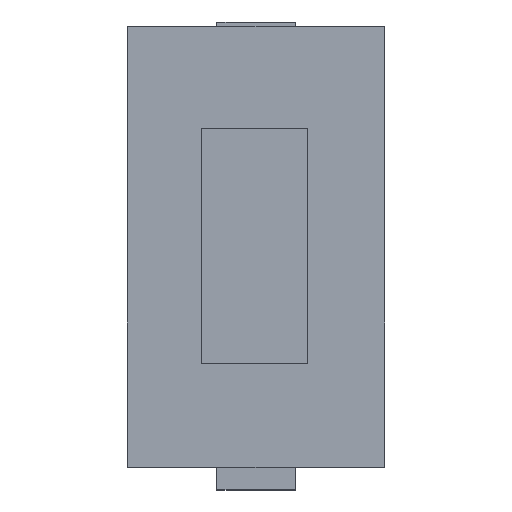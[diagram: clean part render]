
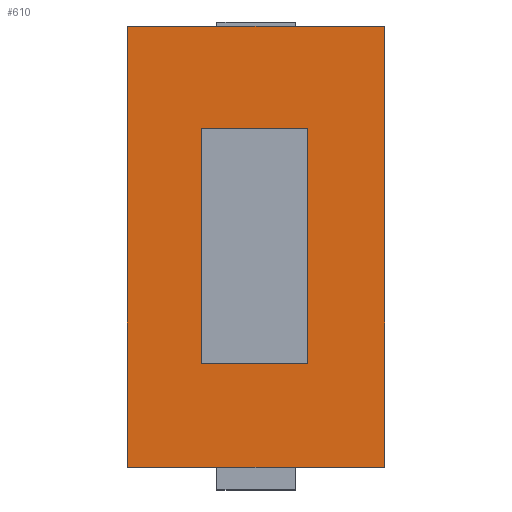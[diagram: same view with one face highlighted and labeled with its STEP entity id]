
A CAD part, top view. The second image highlights one B-rep face of the part: STEP entity #610.
In plain terms, the highlighted planar face has unit normal (0, 0, 1).
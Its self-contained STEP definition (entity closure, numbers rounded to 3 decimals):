
#307 = VERTEX_POINT('',#308);
#308 = CARTESIAN_POINT('',(0.,3.,2.));
#314 = EDGE_CURVE('',#307,#315,#317,.T.);
#315 = VERTEX_POINT('',#316);
#316 = CARTESIAN_POINT('',(1.75,3.,2.));
#317 = LINE('',#318,#319);
#318 = CARTESIAN_POINT('',(0.,3.,2.));
#319 = VECTOR('',#320,1.);
#320 = DIRECTION('',(1.,0.,0.));
#339 = EDGE_CURVE('',#315,#340,#342,.T.);
#340 = VERTEX_POINT('',#341);
#341 = CARTESIAN_POINT('',(1.75,0.,2.));
#342 = LINE('',#343,#344);
#343 = CARTESIAN_POINT('',(1.75,3.,2.));
#344 = VECTOR('',#345,1.);
#345 = DIRECTION('',(0.,-1.,0.));
#363 = VERTEX_POINT('',#364);
#364 = CARTESIAN_POINT('',(1.75,-3.,2.));
#370 = EDGE_CURVE('',#363,#340,#371,.T.);
#371 = LINE('',#372,#373);
#372 = CARTESIAN_POINT('',(1.75,-3.,2.));
#373 = VECTOR('',#374,1.);
#374 = DIRECTION('',(0.,1.,0.));
#397 = VERTEX_POINT('',#398);
#398 = CARTESIAN_POINT('',(0.,-3.,2.));
#404 = EDGE_CURVE('',#397,#363,#405,.T.);
#405 = LINE('',#406,#407);
#406 = CARTESIAN_POINT('',(0.,-3.,2.));
#407 = VECTOR('',#408,1.);
#408 = DIRECTION('',(1.,0.,0.));
#505 = EDGE_CURVE('',#397,#506,#508,.T.);
#506 = VERTEX_POINT('',#507);
#507 = CARTESIAN_POINT('',(-1.75,-3.,2.));
#508 = LINE('',#509,#510);
#509 = CARTESIAN_POINT('',(0.,-3.,2.));
#510 = VECTOR('',#511,1.);
#511 = DIRECTION('',(-1.,0.,0.));
#530 = EDGE_CURVE('',#506,#531,#533,.T.);
#531 = VERTEX_POINT('',#532);
#532 = CARTESIAN_POINT('',(-1.75,0.,2.));
#533 = LINE('',#534,#535);
#534 = CARTESIAN_POINT('',(-1.75,-3.,2.));
#535 = VECTOR('',#536,1.);
#536 = DIRECTION('',(0.,1.,0.));
#554 = VERTEX_POINT('',#555);
#555 = CARTESIAN_POINT('',(-1.75,3.,2.));
#561 = EDGE_CURVE('',#554,#531,#562,.T.);
#562 = LINE('',#563,#564);
#563 = CARTESIAN_POINT('',(-1.75,3.,2.));
#564 = VECTOR('',#565,1.);
#565 = DIRECTION('',(0.,-1.,0.));
#584 = EDGE_CURVE('',#307,#554,#585,.T.);
#585 = LINE('',#586,#587);
#586 = CARTESIAN_POINT('',(0.,3.,2.));
#587 = VECTOR('',#588,1.);
#588 = DIRECTION('',(-1.,0.,0.));
#610 = ADVANCED_FACE('',(#611,#621),#655,.T.);
#611 = FACE_BOUND('',#612,.T.);
#612 = EDGE_LOOP('',(#613,#614,#615,#616,#617,#618,#619,#620));
#613 = ORIENTED_EDGE('',*,*,#584,.T.);
#614 = ORIENTED_EDGE('',*,*,#561,.T.);
#615 = ORIENTED_EDGE('',*,*,#530,.F.);
#616 = ORIENTED_EDGE('',*,*,#505,.F.);
#617 = ORIENTED_EDGE('',*,*,#404,.T.);
#618 = ORIENTED_EDGE('',*,*,#370,.T.);
#619 = ORIENTED_EDGE('',*,*,#339,.F.);
#620 = ORIENTED_EDGE('',*,*,#314,.F.);
#621 = FACE_BOUND('',#622,.T.);
#622 = EDGE_LOOP('',(#623,#633,#641,#649));
#623 = ORIENTED_EDGE('',*,*,#624,.T.);
#624 = EDGE_CURVE('',#625,#627,#629,.T.);
#625 = VERTEX_POINT('',#626);
#626 = CARTESIAN_POINT('',(-0.74,-1.592,2.));
#627 = VERTEX_POINT('',#628);
#628 = CARTESIAN_POINT('',(-0.74,1.608,2.));
#629 = LINE('',#630,#631);
#630 = CARTESIAN_POINT('',(-0.74,-1.592,2.));
#631 = VECTOR('',#632,1.);
#632 = DIRECTION('',(0.,1.,0.));
#633 = ORIENTED_EDGE('',*,*,#634,.T.);
#634 = EDGE_CURVE('',#627,#635,#637,.T.);
#635 = VERTEX_POINT('',#636);
#636 = CARTESIAN_POINT('',(0.702,1.608,2.));
#637 = LINE('',#638,#639);
#638 = CARTESIAN_POINT('',(-0.74,1.608,2.));
#639 = VECTOR('',#640,1.);
#640 = DIRECTION('',(1.,0.,0.));
#641 = ORIENTED_EDGE('',*,*,#642,.T.);
#642 = EDGE_CURVE('',#635,#643,#645,.T.);
#643 = VERTEX_POINT('',#644);
#644 = CARTESIAN_POINT('',(0.702,-1.592,2.));
#645 = LINE('',#646,#647);
#646 = CARTESIAN_POINT('',(0.702,1.608,2.));
#647 = VECTOR('',#648,1.);
#648 = DIRECTION('',(0.,-1.,0.));
#649 = ORIENTED_EDGE('',*,*,#650,.T.);
#650 = EDGE_CURVE('',#643,#625,#651,.T.);
#651 = LINE('',#652,#653);
#652 = CARTESIAN_POINT('',(0.702,-1.592,2.));
#653 = VECTOR('',#654,1.);
#654 = DIRECTION('',(-1.,0.,0.));
#655 = PLANE('',#656);
#656 = AXIS2_PLACEMENT_3D('',#657,#658,#659);
#657 = CARTESIAN_POINT('',(0.,0.,2.));
#658 = DIRECTION('',(0.,0.,1.));
#659 = DIRECTION('',(1.,0.,0.));
